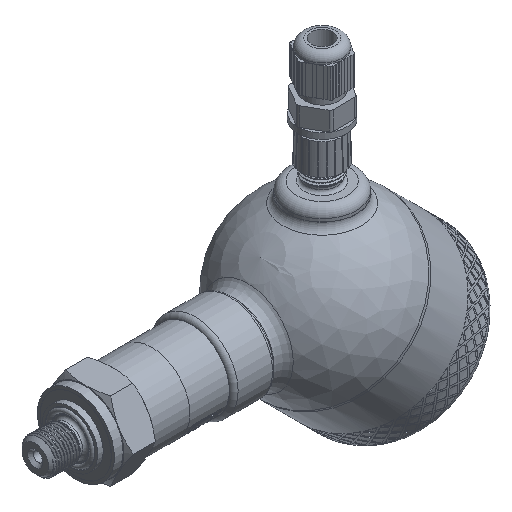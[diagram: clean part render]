
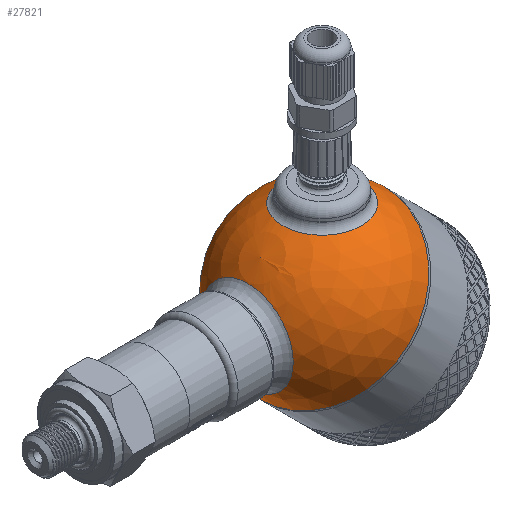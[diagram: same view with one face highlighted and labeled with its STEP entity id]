
A CAD part, isometric view. The second image highlights one B-rep face of the part: STEP entity #27821.
In plain terms, the highlighted spherical face has radius 30 mm.
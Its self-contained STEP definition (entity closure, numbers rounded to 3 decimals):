
#65=SPHERICAL_SURFACE('',#29525,30.);
#1141=FACE_BOUND('',#4200,.T.);
#1142=FACE_BOUND('',#4201,.T.);
#2425=FACE_OUTER_BOUND('',#4199,.T.);
#4199=EDGE_LOOP('',(#20483,#20484,#20485,#20486));
#4200=EDGE_LOOP('',(#20487));
#4201=EDGE_LOOP('',(#20488));
#5867=CIRCLE('',#29447,30.);
#5868=CIRCLE('',#29448,30.);
#5895=CIRCLE('',#29521,13.5);
#5898=CIRCLE('',#29526,30.);
#5899=CIRCLE('',#29527,15.643);
#11377=VERTEX_POINT('',#37780);
#11378=VERTEX_POINT('',#37782);
#11877=VERTEX_POINT('',#44169);
#11879=VERTEX_POINT('',#44176);
#11880=VERTEX_POINT('',#44178);
#14364=EDGE_CURVE('',#11377,#11378,#5867,.T.);
#14365=EDGE_CURVE('',#11378,#11377,#5868,.T.);
#15116=EDGE_CURVE('',#11877,#11877,#5895,.T.);
#15119=EDGE_CURVE('',#11378,#11879,#5898,.T.);
#15120=EDGE_CURVE('',#11880,#11880,#5899,.T.);
#20483=ORIENTED_EDGE('',*,*,#14365,.F.);
#20484=ORIENTED_EDGE('',*,*,#15119,.T.);
#20485=ORIENTED_EDGE('',*,*,#15119,.F.);
#20486=ORIENTED_EDGE('',*,*,#14364,.F.);
#20487=ORIENTED_EDGE('',*,*,#15120,.F.);
#20488=ORIENTED_EDGE('',*,*,#15116,.F.);
#27821=ADVANCED_FACE('',(#2425,#1141,#1142),#65,.T.);
#29447=AXIS2_PLACEMENT_3D('',#37783,#31044,#31045);
#29448=AXIS2_PLACEMENT_3D('',#37784,#31046,#31047);
#29521=AXIS2_PLACEMENT_3D('',#44170,#31456,#31457);
#29525=AXIS2_PLACEMENT_3D('',#44175,#31464,#31465);
#29526=AXIS2_PLACEMENT_3D('',#44177,#31466,#31467);
#29527=AXIS2_PLACEMENT_3D('',#44179,#31468,#31469);
#31044=DIRECTION('center_axis',(1.,0.,0.));
#31045=DIRECTION('ref_axis',(0.,1.,0.));
#31046=DIRECTION('center_axis',(1.,0.,0.));
#31047=DIRECTION('ref_axis',(0.,1.,0.));
#31456=DIRECTION('center_axis',(-0.707,0.,-0.707));
#31457=DIRECTION('ref_axis',(-0.707,0.,0.707));
#31464=DIRECTION('center_axis',(1.,0.,0.));
#31465=DIRECTION('ref_axis',(0.,-1.,0.));
#31466=DIRECTION('center_axis',(0.,0.,1.));
#31467=DIRECTION('ref_axis',(0.,1.,0.));
#31468=DIRECTION('center_axis',(-0.707,0.,0.707));
#31469=DIRECTION('ref_axis',(0.707,0.,0.707));
#37780=CARTESIAN_POINT('',(0.,-30.,0.));
#37782=CARTESIAN_POINT('',(0.,30.,0.));
#37783=CARTESIAN_POINT('Origin',(0.,0.,0.));
#37784=CARTESIAN_POINT('Origin',(0.,0.,0.));
#44169=CARTESIAN_POINT('',(-9.398,0.,-28.49));
#44170=CARTESIAN_POINT('Origin',(-18.944,0.,-18.944));
#44175=CARTESIAN_POINT('Origin',(0.,0.,0.));
#44176=CARTESIAN_POINT('',(-30.,0.,0.));
#44177=CARTESIAN_POINT('Origin',(0.,0.,0.));
#44178=CARTESIAN_POINT('',(-29.162,0.,7.04));
#44179=CARTESIAN_POINT('Origin',(-18.101,0.,18.101));
